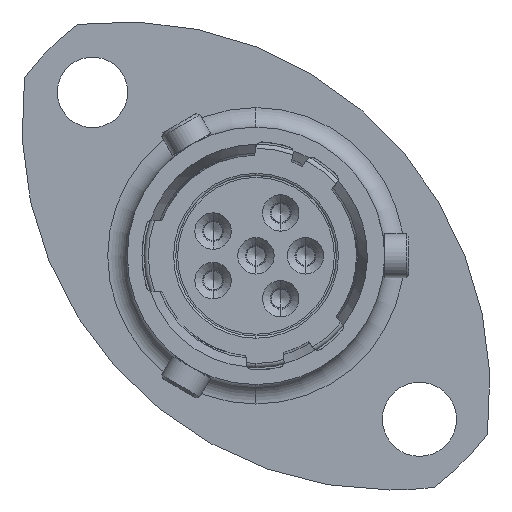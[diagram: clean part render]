
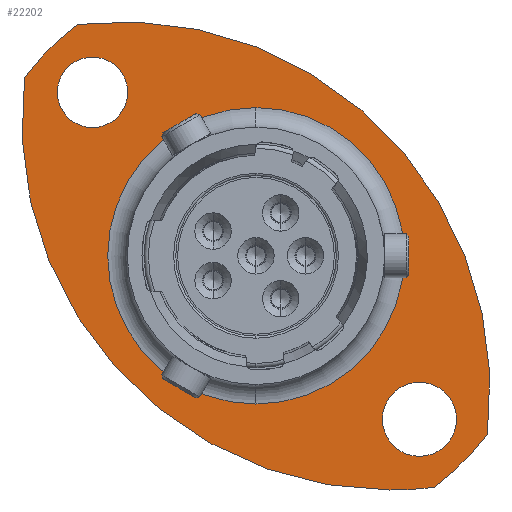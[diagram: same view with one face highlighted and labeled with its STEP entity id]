
A CAD part, left-side view. The second image highlights one B-rep face of the part: STEP entity #22202.
In plain terms, the highlighted planar face has unit normal (-1, 0, 0).
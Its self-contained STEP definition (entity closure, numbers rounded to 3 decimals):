
#326 = VERTEX_POINT ( 'NONE', #24155 ) ;
#1510 = ORIENTED_EDGE ( 'NONE', *, *, #27471, .F. ) ;
#1810 = VERTEX_POINT ( 'NONE', #1873 ) ;
#1873 = CARTESIAN_POINT ( 'NONE',  ( 12.039, 5.468, 5.21 ) ) ;
#2885 = VERTEX_POINT ( 'NONE', #7024 ) ;
#3118 = CIRCLE ( 'NONE', #33852, 1.712 ) ;
#4616 = DIRECTION ( 'NONE',  ( -1., 0., 0. ) ) ;
#5515 = CARTESIAN_POINT ( 'NONE',  ( 12.039, -2.08, -10.895 ) ) ;
#5686 = EDGE_CURVE ( 'NONE', #2885, #326, #10052, .T. ) ;
#5788 = EDGE_CURVE ( 'NONE', #10467, #22579, #15959, .T. ) ;
#5843 = CARTESIAN_POINT ( 'NONE',  ( 12.039, 13.016, 7.538 ) ) ;
#6185 = CARTESIAN_POINT ( 'NONE',  ( 12.039, 13.016, 5.913 ) ) ;
#6412 = CARTESIAN_POINT ( 'NONE',  ( 12.039, -2.78, -12.322 ) ) ;
#6715 = AXIS2_PLACEMENT_3D ( 'NONE', #14796, #36972, #18017 ) ;
#6750 = DIRECTION ( 'NONE',  ( -1., 0., 0. ) ) ;
#7023 = CIRCLE ( 'NONE', #38992, 13.5 ) ;
#7024 = CARTESIAN_POINT ( 'NONE',  ( 12.039, -5.22, -9.883 ) ) ;
#7197 = DIRECTION ( 'NONE',  ( 1., 0., 0. ) ) ;
#7882 = ORIENTED_EDGE ( 'NONE', *, *, #30085, .T. ) ;
#9210 = DIRECTION ( 'NONE',  ( -1., 0., 0. ) ) ;
#9318 = DIRECTION ( 'NONE',  ( 0., 0., -1. ) ) ;
#9525 = AXIS2_PLACEMENT_3D ( 'NONE', #30832, #11823, #34003 ) ;
#9931 = DIRECTION ( 'NONE',  ( -1., 0., 0. ) ) ;
#10030 = CARTESIAN_POINT ( 'NONE',  ( 12.039, 5.468, -1.635 ) ) ;
#10052 = CIRCLE ( 'NONE', #11469, 17. ) ;
#10441 = DIRECTION ( 'NONE',  ( -1., 0., 0. ) ) ;
#10467 = VERTEX_POINT ( 'NONE', #5843 ) ;
#11343 = CIRCLE ( 'NONE', #6715, 6.845 ) ;
#11469 = AXIS2_PLACEMENT_3D ( 'NONE', #28180, #9210, #31371 ) ;
#11823 = DIRECTION ( 'NONE',  ( -1., 0., 0. ) ) ;
#13190 = CARTESIAN_POINT ( 'NONE',  ( 12.039, -0.719, 4.552 ) ) ;
#13195 = DIRECTION ( 'NONE',  ( 0., 0., 1. ) ) ;
#13480 = CIRCLE ( 'NONE', #23124, 17. ) ;
#13884 = ORIENTED_EDGE ( 'NONE', *, *, #29473, .T. ) ;
#14050 = VERTEX_POINT ( 'NONE', #20495 ) ;
#14796 = CARTESIAN_POINT ( 'NONE',  ( 12.039, 5.468, -1.635 ) ) ;
#14916 = AXIS2_PLACEMENT_3D ( 'NONE', #25680, #6750, #28853 ) ;
#14969 = EDGE_LOOP ( 'NONE', ( #35609, #34909 ) ) ;
#14971 = ORIENTED_EDGE ( 'NONE', *, *, #17714, .T. ) ;
#15014 = EDGE_CURVE ( 'NONE', #26952, #34064, #13480, .T. ) ;
#15959 = CIRCLE ( 'NONE', #14916, 1.625 ) ;
#16379 = DIRECTION ( 'NONE',  ( 0., 0., -1. ) ) ;
#17096 = CARTESIAN_POINT ( 'NONE',  ( 12.039, 5.468, -1.635 ) ) ;
#17714 = EDGE_CURVE ( 'NONE', #1810, #32835, #28808, .T. ) ;
#18017 = DIRECTION ( 'NONE',  ( 0., 0., -1. ) ) ;
#18250 = AXIS2_PLACEMENT_3D ( 'NONE', #6185, #28292, #9318 ) ;
#18656 = ORIENTED_EDGE ( 'NONE', *, *, #5686, .T. ) ;
#20173 = FACE_OUTER_BOUND ( 'NONE', #31263, .T. ) ;
#20188 = CARTESIAN_POINT ( 'NONE',  ( 12.039, 16.155, 6.613 ) ) ;
#20284 = DIRECTION ( 'NONE',  ( 0., 0., -1. ) ) ;
#20495 = CARTESIAN_POINT ( 'NONE',  ( 12.039, -2.08, -7.472 ) ) ;
#20760 = EDGE_CURVE ( 'NONE', #326, #23376, #28040, .T. ) ;
#22202 = ADVANCED_FACE ( 'NONE', ( #29622, #37021, #28632, #20173 ), #25980, .F. ) ;
#22498 = VERTEX_POINT ( 'NONE', #5515 ) ;
#22579 = VERTEX_POINT ( 'NONE', #34243 ) ;
#23124 = AXIS2_PLACEMENT_3D ( 'NONE', #13190, #35380, #16379 ) ;
#23376 = VERTEX_POINT ( 'NONE', #20188 ) ;
#23387 = AXIS2_PLACEMENT_3D ( 'NONE', #28916, #9931, #32111 ) ;
#23514 = CARTESIAN_POINT ( 'NONE',  ( 12.039, -2.08, -9.183 ) ) ;
#23937 = ORIENTED_EDGE ( 'NONE', *, *, #35763, .T. ) ;
#24155 = CARTESIAN_POINT ( 'NONE',  ( 12.039, 13.716, 9.052 ) ) ;
#24309 = CIRCLE ( 'NONE', #23387, 1.712 ) ;
#24864 = ORIENTED_EDGE ( 'NONE', *, *, #15014, .T. ) ;
#25061 = ORIENTED_EDGE ( 'NONE', *, *, #26200, .F. ) ;
#25680 = CARTESIAN_POINT ( 'NONE',  ( 12.039, 13.016, 5.913 ) ) ;
#25980 = PLANE ( 'NONE',  #40206 ) ;
#26118 = CARTESIAN_POINT ( 'NONE',  ( 12.039, 11.413, -1.635 ) ) ;
#26200 = EDGE_CURVE ( 'NONE', #22498, #14050, #24309, .T. ) ;
#26671 = AXIS2_PLACEMENT_3D ( 'NONE', #17096, #39271, #20284 ) ;
#26701 = DIRECTION ( 'NONE',  ( 0., 0., -1. ) ) ;
#26952 = VERTEX_POINT ( 'NONE', #33003 ) ;
#27006 = ORIENTED_EDGE ( 'NONE', *, *, #20760, .T. ) ;
#27471 = EDGE_CURVE ( 'NONE', #14050, #22498, #3118, .T. ) ;
#27677 = CARTESIAN_POINT ( 'NONE',  ( 12.039, 5.468, -8.48 ) ) ;
#28040 = CIRCLE ( 'NONE', #36113, 13.5 ) ;
#28180 = CARTESIAN_POINT ( 'NONE',  ( 12.039, 11.655, -7.822 ) ) ;
#28292 = DIRECTION ( 'NONE',  ( -1., 0., 0. ) ) ;
#28632 = FACE_BOUND ( 'NONE', #14969, .T. ) ;
#28808 = CIRCLE ( 'NONE', #26671, 6.845 ) ;
#28853 = DIRECTION ( 'NONE',  ( 0., 0., -1. ) ) ;
#28916 = CARTESIAN_POINT ( 'NONE',  ( 12.039, -2.08, -9.183 ) ) ;
#29081 = CIRCLE ( 'NONE', #18250, 1.625 ) ;
#29283 = DIRECTION ( 'NONE',  ( 0., 0., -1. ) ) ;
#29378 = EDGE_LOOP ( 'NONE', ( #25061, #1510 ) ) ;
#29428 = CARTESIAN_POINT ( 'NONE',  ( 12.039, 5.468, -1.635 ) ) ;
#29473 = EDGE_CURVE ( 'NONE', #34064, #2885, #7023, .T. ) ;
#29622 = FACE_BOUND ( 'NONE', #30913, .T. ) ;
#30085 = EDGE_CURVE ( 'NONE', #32835, #1810, #11343, .T. ) ;
#30446 = CIRCLE ( 'NONE', #9525, 17. ) ;
#30832 = CARTESIAN_POINT ( 'NONE',  ( 12.039, -0.719, 4.552 ) ) ;
#30913 = EDGE_LOOP ( 'NONE', ( #7882, #14971 ) ) ;
#31263 = EDGE_LOOP ( 'NONE', ( #23937, #24864, #13884, #18656, #27006 ) ) ;
#31371 = DIRECTION ( 'NONE',  ( 0., 0., -1. ) ) ;
#32111 = DIRECTION ( 'NONE',  ( 0., 0., -1. ) ) ;
#32220 = DIRECTION ( 'NONE',  ( -1., 0., 0. ) ) ;
#32615 = DIRECTION ( 'NONE',  ( 0., 0., 1. ) ) ;
#32835 = VERTEX_POINT ( 'NONE', #27677 ) ;
#33003 = CARTESIAN_POINT ( 'NONE',  ( 12.039, -0.719, -12.448 ) ) ;
#33852 = AXIS2_PLACEMENT_3D ( 'NONE', #23514, #4616, #26701 ) ;
#34003 = DIRECTION ( 'NONE',  ( 0., 0., -1. ) ) ;
#34064 = VERTEX_POINT ( 'NONE', #6412 ) ;
#34243 = CARTESIAN_POINT ( 'NONE',  ( 12.039, 13.016, 4.288 ) ) ;
#34909 = ORIENTED_EDGE ( 'NONE', *, *, #5788, .F. ) ;
#35380 = DIRECTION ( 'NONE',  ( -1., 0., 0. ) ) ;
#35609 = ORIENTED_EDGE ( 'NONE', *, *, #38728, .F. ) ;
#35763 = EDGE_CURVE ( 'NONE', #23376, #26952, #30446, .T. ) ;
#36113 = AXIS2_PLACEMENT_3D ( 'NONE', #10030, #32220, #13195 ) ;
#36972 = DIRECTION ( 'NONE',  ( 1., 0., 0. ) ) ;
#37021 = FACE_BOUND ( 'NONE', #29378, .T. ) ;
#38728 = EDGE_CURVE ( 'NONE', #22579, #10467, #29081, .T. ) ;
#38992 = AXIS2_PLACEMENT_3D ( 'NONE', #29428, #10441, #32615 ) ;
#39271 = DIRECTION ( 'NONE',  ( 1., 0., 0. ) ) ;
#40206 = AXIS2_PLACEMENT_3D ( 'NONE', #26118, #7197, #29283 ) ;
